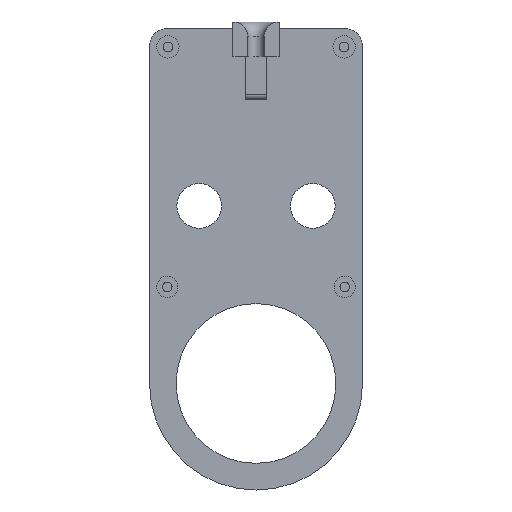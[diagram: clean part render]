
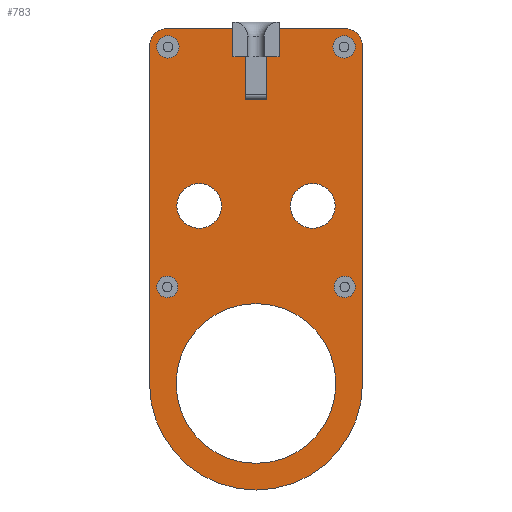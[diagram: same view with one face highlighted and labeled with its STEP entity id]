
A CAD part, front view. The second image highlights one B-rep face of the part: STEP entity #783.
In plain terms, the highlighted planar face has unit normal (0, -1, 0).
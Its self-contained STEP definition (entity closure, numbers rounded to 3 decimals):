
#16=FACE_BOUND('',#115,.T.);
#17=FACE_BOUND('',#116,.T.);
#18=FACE_BOUND('',#117,.T.);
#19=FACE_BOUND('',#118,.T.);
#20=FACE_BOUND('',#119,.T.);
#21=FACE_BOUND('',#120,.T.);
#22=FACE_BOUND('',#121,.T.);
#23=FACE_BOUND('',#122,.T.);
#38=PLANE('',#849);
#68=FACE_OUTER_BOUND('',#114,.T.);
#114=EDGE_LOOP('',(#587,#588,#589,#590,#591,#592,#593,#594,#595,#596,#597,
#598,#599,#600));
#115=EDGE_LOOP('',(#601));
#116=EDGE_LOOP('',(#602));
#117=EDGE_LOOP('',(#603));
#118=EDGE_LOOP('',(#604));
#119=EDGE_LOOP('',(#605));
#120=EDGE_LOOP('',(#606));
#121=EDGE_LOOP('',(#607));
#122=EDGE_LOOP('',(#608,#609,#610,#611));
#173=LINE('',#1191,#245);
#176=LINE('',#1196,#248);
#179=LINE('',#1202,#251);
#182=LINE('',#1212,#254);
#185=LINE('',#1217,#257);
#188=LINE('',#1223,#260);
#189=LINE('',#1225,#261);
#191=LINE('',#1229,#263);
#192=LINE('',#1231,#264);
#193=LINE('',#1233,#265);
#194=LINE('',#1237,#266);
#195=LINE('',#1241,#267);
#196=LINE('',#1245,#268);
#197=LINE('',#1247,#269);
#198=LINE('',#1248,#270);
#245=VECTOR('',#944,10.);
#248=VECTOR('',#949,10.);
#251=VECTOR('',#952,10.);
#254=VECTOR('',#963,10.);
#257=VECTOR('',#968,10.);
#260=VECTOR('',#975,10.);
#261=VECTOR('',#976,10.);
#263=VECTOR('',#980,10.);
#264=VECTOR('',#981,10.);
#265=VECTOR('',#982,10.);
#266=VECTOR('',#985,10.);
#267=VECTOR('',#988,10.);
#268=VECTOR('',#991,10.);
#269=VECTOR('',#992,10.);
#270=VECTOR('',#993,10.);
#315=CIRCLE('',#850,5.);
#316=CIRCLE('',#851,30.);
#317=CIRCLE('',#852,5.);
#318=CIRCLE('',#853,3.15);
#319=CIRCLE('',#854,3.15);
#320=CIRCLE('',#855,6.3);
#321=CIRCLE('',#856,6.3);
#322=CIRCLE('',#857,22.5);
#323=CIRCLE('',#858,3.);
#324=CIRCLE('',#859,3.);
#358=VERTEX_POINT('',#1188);
#359=VERTEX_POINT('',#1190);
#360=VERTEX_POINT('',#1194);
#362=VERTEX_POINT('',#1199);
#363=VERTEX_POINT('',#1201);
#366=VERTEX_POINT('',#1211);
#367=VERTEX_POINT('',#1215);
#369=VERTEX_POINT('',#1224);
#370=VERTEX_POINT('',#1228);
#371=VERTEX_POINT('',#1230);
#372=VERTEX_POINT('',#1232);
#373=VERTEX_POINT('',#1234);
#374=VERTEX_POINT('',#1236);
#375=VERTEX_POINT('',#1238);
#376=VERTEX_POINT('',#1240);
#377=VERTEX_POINT('',#1242);
#378=VERTEX_POINT('',#1244);
#379=VERTEX_POINT('',#1246);
#380=VERTEX_POINT('',#1249);
#381=VERTEX_POINT('',#1251);
#382=VERTEX_POINT('',#1253);
#383=VERTEX_POINT('',#1255);
#384=VERTEX_POINT('',#1257);
#385=VERTEX_POINT('',#1259);
#386=VERTEX_POINT('',#1261);
#434=EDGE_CURVE('',#359,#358,#173,.T.);
#437=EDGE_CURVE('',#358,#360,#176,.T.);
#440=EDGE_CURVE('',#363,#362,#179,.T.);
#445=EDGE_CURVE('',#366,#363,#182,.T.);
#448=EDGE_CURVE('',#360,#367,#185,.T.);
#451=EDGE_CURVE('',#367,#359,#188,.T.);
#452=EDGE_CURVE('',#369,#366,#189,.T.);
#454=EDGE_CURVE('',#362,#370,#191,.T.);
#455=EDGE_CURVE('',#370,#371,#192,.T.);
#456=EDGE_CURVE('',#371,#372,#193,.T.);
#457=EDGE_CURVE('',#373,#372,#315,.T.);
#458=EDGE_CURVE('',#374,#373,#194,.T.);
#459=EDGE_CURVE('',#375,#374,#316,.T.);
#460=EDGE_CURVE('',#375,#376,#195,.T.);
#461=EDGE_CURVE('',#377,#376,#317,.T.);
#462=EDGE_CURVE('',#377,#378,#196,.T.);
#463=EDGE_CURVE('',#378,#379,#197,.T.);
#464=EDGE_CURVE('',#379,#369,#198,.T.);
#465=EDGE_CURVE('',#380,#380,#318,.T.);
#466=EDGE_CURVE('',#381,#381,#319,.T.);
#467=EDGE_CURVE('',#382,#382,#320,.T.);
#468=EDGE_CURVE('',#383,#383,#321,.T.);
#469=EDGE_CURVE('',#384,#384,#322,.T.);
#470=EDGE_CURVE('',#385,#385,#323,.T.);
#471=EDGE_CURVE('',#386,#386,#324,.T.);
#587=ORIENTED_EDGE('',*,*,#452,.T.);
#588=ORIENTED_EDGE('',*,*,#445,.T.);
#589=ORIENTED_EDGE('',*,*,#440,.T.);
#590=ORIENTED_EDGE('',*,*,#454,.T.);
#591=ORIENTED_EDGE('',*,*,#455,.T.);
#592=ORIENTED_EDGE('',*,*,#456,.T.);
#593=ORIENTED_EDGE('',*,*,#457,.F.);
#594=ORIENTED_EDGE('',*,*,#458,.F.);
#595=ORIENTED_EDGE('',*,*,#459,.F.);
#596=ORIENTED_EDGE('',*,*,#460,.T.);
#597=ORIENTED_EDGE('',*,*,#461,.F.);
#598=ORIENTED_EDGE('',*,*,#462,.T.);
#599=ORIENTED_EDGE('',*,*,#463,.T.);
#600=ORIENTED_EDGE('',*,*,#464,.T.);
#601=ORIENTED_EDGE('',*,*,#465,.T.);
#602=ORIENTED_EDGE('',*,*,#466,.T.);
#603=ORIENTED_EDGE('',*,*,#467,.F.);
#604=ORIENTED_EDGE('',*,*,#468,.F.);
#605=ORIENTED_EDGE('',*,*,#469,.F.);
#606=ORIENTED_EDGE('',*,*,#470,.T.);
#607=ORIENTED_EDGE('',*,*,#471,.T.);
#608=ORIENTED_EDGE('',*,*,#437,.T.);
#609=ORIENTED_EDGE('',*,*,#448,.T.);
#610=ORIENTED_EDGE('',*,*,#451,.T.);
#611=ORIENTED_EDGE('',*,*,#434,.T.);
#783=ADVANCED_FACE('',(#68,#16,#17,#18,#19,#20,#21,#22,#23),#38,.F.);
#849=AXIS2_PLACEMENT_3D('',#1227,#978,#979);
#850=AXIS2_PLACEMENT_3D('',#1235,#983,#984);
#851=AXIS2_PLACEMENT_3D('',#1239,#986,#987);
#852=AXIS2_PLACEMENT_3D('',#1243,#989,#990);
#853=AXIS2_PLACEMENT_3D('',#1250,#994,#995);
#854=AXIS2_PLACEMENT_3D('',#1252,#996,#997);
#855=AXIS2_PLACEMENT_3D('',#1254,#998,#999);
#856=AXIS2_PLACEMENT_3D('',#1256,#1000,#1001);
#857=AXIS2_PLACEMENT_3D('',#1258,#1002,#1003);
#858=AXIS2_PLACEMENT_3D('',#1260,#1004,#1005);
#859=AXIS2_PLACEMENT_3D('',#1262,#1006,#1007);
#944=DIRECTION('',(-1.,0.,0.));
#949=DIRECTION('',(0.,0.,1.));
#952=DIRECTION('',(0.,0.,1.));
#963=DIRECTION('',(-1.,0.,0.));
#968=DIRECTION('',(1.,0.,0.));
#975=DIRECTION('',(0.,0.,-1.));
#976=DIRECTION('',(0.,0.,-1.));
#978=DIRECTION('center_axis',(0.,1.,0.));
#979=DIRECTION('ref_axis',(1.,0.,0.));
#980=DIRECTION('',(-1.,0.,0.));
#981=DIRECTION('',(0.,0.,1.));
#982=DIRECTION('',(-1.,0.,0.));
#983=DIRECTION('center_axis',(0.,1.,0.));
#984=DIRECTION('ref_axis',(-0.707,0.,0.707));
#985=DIRECTION('',(0.,0.,1.));
#986=DIRECTION('center_axis',(0.,1.,0.));
#987=DIRECTION('ref_axis',(1.,0.,0.));
#988=DIRECTION('',(0.,0.,1.));
#989=DIRECTION('center_axis',(0.,1.,0.));
#990=DIRECTION('ref_axis',(0.707,0.,0.707));
#991=DIRECTION('',(-1.,0.,0.));
#992=DIRECTION('',(0.,0.,-1.));
#993=DIRECTION('',(-1.,0.,0.));
#994=DIRECTION('center_axis',(0.,1.,0.));
#995=DIRECTION('ref_axis',(1.,0.,0.));
#996=DIRECTION('center_axis',(0.,1.,0.));
#997=DIRECTION('ref_axis',(1.,0.,0.));
#998=DIRECTION('center_axis',(0.,-1.,0.));
#999=DIRECTION('ref_axis',(1.,0.,0.));
#1000=DIRECTION('center_axis',(0.,-1.,0.));
#1001=DIRECTION('ref_axis',(1.,0.,0.));
#1002=DIRECTION('center_axis',(0.,-1.,0.));
#1003=DIRECTION('ref_axis',(1.,0.,0.));
#1004=DIRECTION('center_axis',(0.,1.,0.));
#1005=DIRECTION('ref_axis',(1.,0.,0.));
#1006=DIRECTION('center_axis',(0.,1.,0.));
#1007=DIRECTION('ref_axis',(1.,0.,0.));
#1188=CARTESIAN_POINT('',(-3.,0.,80.));
#1190=CARTESIAN_POINT('',(3.,0.,80.));
#1191=CARTESIAN_POINT('',(0.,0.,80.));
#1194=CARTESIAN_POINT('',(-3.,0.,82.282));
#1196=CARTESIAN_POINT('',(-3.,0.,60.5));
#1199=CARTESIAN_POINT('',(-3.,0.,92.));
#1201=CARTESIAN_POINT('',(-3.,0.,85.782));
#1202=CARTESIAN_POINT('',(-3.,0.,60.5));
#1211=CARTESIAN_POINT('',(3.,0.,85.782));
#1212=CARTESIAN_POINT('',(0.,0.,85.782));
#1215=CARTESIAN_POINT('',(3.,0.,82.282));
#1217=CARTESIAN_POINT('',(0.,0.,82.282));
#1223=CARTESIAN_POINT('',(3.,0.,60.5));
#1224=CARTESIAN_POINT('',(3.,0.,92.));
#1225=CARTESIAN_POINT('',(3.,0.,60.5));
#1227=CARTESIAN_POINT('Origin',(0.,0.,35.));
#1228=CARTESIAN_POINT('',(-6.5,0.,92.));
#1229=CARTESIAN_POINT('',(-3.25,0.,92.));
#1230=CARTESIAN_POINT('',(-6.5,0.,100.));
#1231=CARTESIAN_POINT('',(-6.5,0.,68.4));
#1232=CARTESIAN_POINT('',(-25.,0.,100.));
#1233=CARTESIAN_POINT('',(30.,0.,100.));
#1234=CARTESIAN_POINT('',(-30.,0.,95.));
#1235=CARTESIAN_POINT('Origin',(-25.,0.,95.));
#1236=CARTESIAN_POINT('',(-30.,0.,0.));
#1237=CARTESIAN_POINT('',(-30.,0.,0.));
#1238=CARTESIAN_POINT('',(30.,0.,0.));
#1239=CARTESIAN_POINT('Origin',(0.,0.,0.));
#1240=CARTESIAN_POINT('',(30.,0.,95.));
#1241=CARTESIAN_POINT('',(30.,0.,0.));
#1242=CARTESIAN_POINT('',(25.,0.,100.));
#1243=CARTESIAN_POINT('Origin',(25.,0.,95.));
#1244=CARTESIAN_POINT('',(6.5,0.,100.));
#1245=CARTESIAN_POINT('',(30.,0.,100.));
#1246=CARTESIAN_POINT('',(6.5,0.,92.));
#1247=CARTESIAN_POINT('',(6.5,0.,63.5));
#1248=CARTESIAN_POINT('',(-3.25,0.,92.));
#1249=CARTESIAN_POINT('',(21.65,0.,94.8));
#1250=CARTESIAN_POINT('Origin',(24.8,0.,94.8));
#1251=CARTESIAN_POINT('',(-27.95,0.,94.8));
#1252=CARTESIAN_POINT('Origin',(-24.8,0.,94.8));
#1253=CARTESIAN_POINT('',(-22.3,0.,50.));
#1254=CARTESIAN_POINT('Origin',(-16.,0.,50.));
#1255=CARTESIAN_POINT('',(9.7,0.,50.));
#1256=CARTESIAN_POINT('Origin',(16.,0.,50.));
#1257=CARTESIAN_POINT('',(-22.5,0.,0.));
#1258=CARTESIAN_POINT('Origin',(0.,0.,0.));
#1259=CARTESIAN_POINT('',(22.,0.,27.183));
#1260=CARTESIAN_POINT('Origin',(25.,0.,27.183));
#1261=CARTESIAN_POINT('',(-28.,0.,27.183));
#1262=CARTESIAN_POINT('Origin',(-25.,0.,27.183));
